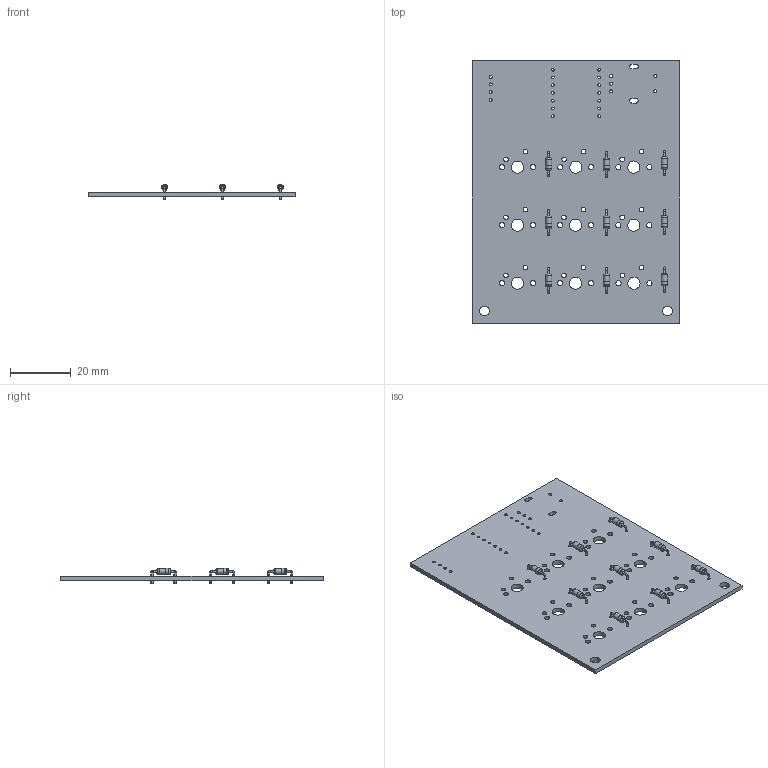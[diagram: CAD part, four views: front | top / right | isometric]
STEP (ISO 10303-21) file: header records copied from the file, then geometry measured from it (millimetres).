
FILE_DESCRIPTION(/* description */ ('KiCad electronic assembly'),/* implementation_level */ '2;1');
FILE_NAME(/* name */ 'PCB.step',/* time_stamp */ '2026-02-08T16:22:23-05:00',/* author */ (''),/* organization */ (''),/* preprocessor_version */ 'ST-DEVELOPER v20.1',/* originating_system */ 'Autodesk Translation Framework v14.24.0.0',/* authorisation */ '');
FILE_SCHEMA (('AUTOMOTIVE_DESIGN { 1 0 10303 214 3 1 1 }'));
Length unit declared in the file: millimetre
Products named in the file (3): PCB 1; Keypad_PCB; D_DO-35_SOD27_P7.62mm_Horizontal
Assembly tree (10 placements, depth 2):
  PCB 1
    D_DO-35_SOD27_P7.62mm_Horizontal  x9
    Keypad_PCB
Bounding box: 68 x 86 x 5.01 mm (x, y, z)
Volume: 8614 mm3; surface area: 12841.5 mm2
Topology: 19 solids, 19 shells, 246 faces, 552 edges, 362 vertices
Faces by surface type: cylinder 146, plane 64, torus 36
Full cylindrical faces by diameter (mm): 0.5 x27, 0.8 x18, 0.889 x14, 1 x9, 1.5 x18, 1.7 x18, 2 x18, 2.02 x9, 3.2 x2, 4 x9
Entity records: 4454 total; most frequent: DIRECTION 796, CARTESIAN_POINT 677, ORIENTED_EDGE 656, AXIS2_PLACEMENT_3D 337, EDGE_CURVE 328, EDGE_LOOP 300, VERTEX_POINT 218, CIRCLE 206
